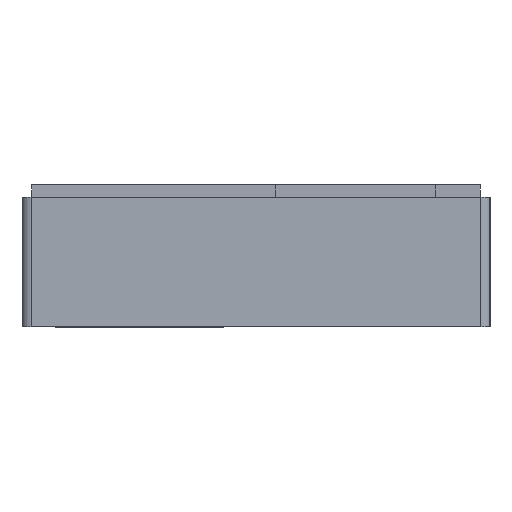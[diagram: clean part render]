
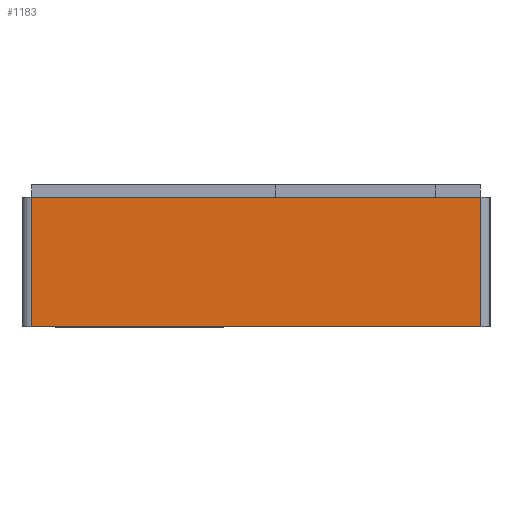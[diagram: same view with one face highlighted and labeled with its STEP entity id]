
A CAD part, left-side view. The second image highlights one B-rep face of the part: STEP entity #1183.
In plain terms, the highlighted planar face has unit normal (-1, 0, 0).
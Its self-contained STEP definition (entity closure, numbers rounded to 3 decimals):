
#78=FACE_OUTER_BOUND('',#146,.T.);
#146=EDGE_LOOP('',(#921,#922,#923,#924));
#306=LINE('',#1930,#443);
#311=LINE('',#1942,#448);
#312=LINE('',#1944,#449);
#313=LINE('',#1945,#450);
#443=VECTOR('',#1497,10.);
#448=VECTOR('',#1508,10.);
#449=VECTOR('',#1509,10.);
#450=VECTOR('',#1510,10.);
#567=VERTEX_POINT('',#1927);
#568=VERTEX_POINT('',#1929);
#572=VERTEX_POINT('',#1941);
#573=VERTEX_POINT('',#1943);
#700=EDGE_CURVE('',#568,#567,#306,.T.);
#707=EDGE_CURVE('',#572,#567,#311,.T.);
#708=EDGE_CURVE('',#572,#573,#312,.T.);
#709=EDGE_CURVE('',#568,#573,#313,.T.);
#921=ORIENTED_EDGE('',*,*,#700,.T.);
#922=ORIENTED_EDGE('',*,*,#707,.F.);
#923=ORIENTED_EDGE('',*,*,#708,.T.);
#924=ORIENTED_EDGE('',*,*,#709,.F.);
#1131=PLANE('',#1284);
#1183=ADVANCED_FACE('',(#78),#1131,.T.);
#1284=AXIS2_PLACEMENT_3D('',#1940,#1506,#1507);
#1497=DIRECTION('',(0.,1.,0.));
#1506=DIRECTION('center_axis',(-1.,0.,0.));
#1507=DIRECTION('ref_axis',(0.,-1.,0.));
#1508=DIRECTION('',(0.,0.,1.));
#1509=DIRECTION('',(0.,-1.,0.));
#1510=DIRECTION('',(0.,0.,-1.));
#1927=CARTESIAN_POINT('',(-210.,38.5,21.));
#1929=CARTESIAN_POINT('',(-210.,-34.5,21.));
#1930=CARTESIAN_POINT('',(-210.,21.,21.));
#1940=CARTESIAN_POINT('Origin',(-210.,40.,0.));
#1941=CARTESIAN_POINT('',(-210.,38.5,0.));
#1942=CARTESIAN_POINT('',(-210.,38.5,0.));
#1943=CARTESIAN_POINT('',(-210.,-34.5,0.));
#1944=CARTESIAN_POINT('',(-210.,40.,0.));
#1945=CARTESIAN_POINT('',(-210.,-34.5,0.));
